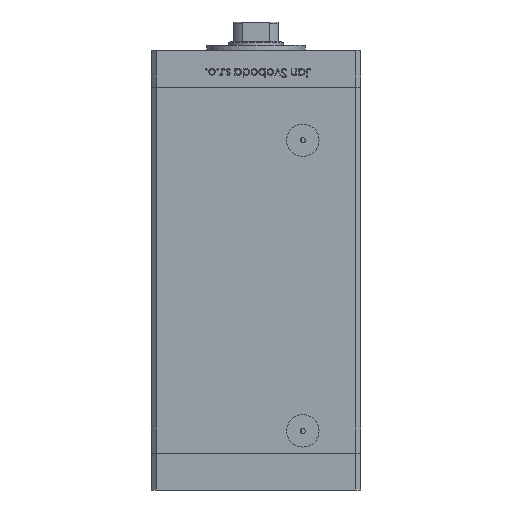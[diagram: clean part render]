
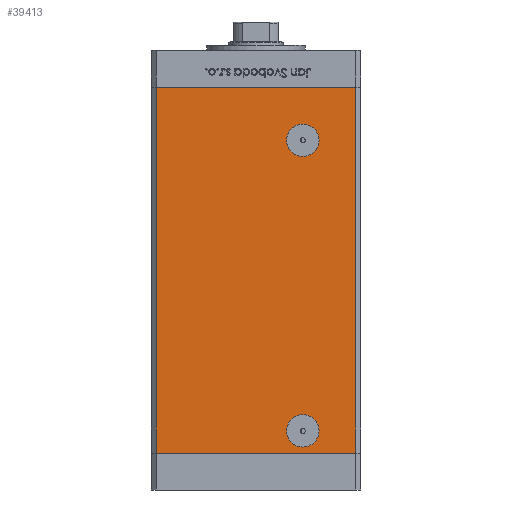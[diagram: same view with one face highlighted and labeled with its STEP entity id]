
A CAD part, front view. The second image highlights one B-rep face of the part: STEP entity #39413.
In plain terms, the highlighted planar face has unit normal (0, -1, 0).
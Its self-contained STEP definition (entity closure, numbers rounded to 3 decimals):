
#614 = DIRECTION ( 'NONE',  ( 1., 0., 0. ) ) ;
#718 = EDGE_LOOP ( 'NONE', ( #19332, #44698 ) ) ;
#1639 = DIRECTION ( 'NONE',  ( 0., -1., 0. ) ) ;
#2163 = ORIENTED_EDGE ( 'NONE', *, *, #21478, .T. ) ;
#4261 = VERTEX_POINT ( 'NONE', #4755 ) ;
#4344 = CIRCLE ( 'NONE', #18632, 6.58 ) ;
#4755 = CARTESIAN_POINT ( 'NONE',  ( 40.5, -37.5, 0. ) ) ;
#5316 = CARTESIAN_POINT ( 'NONE',  ( -40.5, -37.5, 148.5 ) ) ;
#5530 = EDGE_LOOP ( 'NONE', ( #31265, #9810 ) ) ;
#5560 = AXIS2_PLACEMENT_3D ( 'NONE', #32635, #52181, #32372 ) ;
#8405 = DIRECTION ( 'NONE',  ( 0., 0., -1. ) ) ;
#9113 = VERTEX_POINT ( 'NONE', #40312 ) ;
#9629 = CARTESIAN_POINT ( 'NONE',  ( 40.5, -37.5, 148.5 ) ) ;
#9810 = ORIENTED_EDGE ( 'NONE', *, *, #16539, .F. ) ;
#11275 = EDGE_LOOP ( 'NONE', ( #2163, #50596, #14173, #51272 ) ) ;
#11790 = FACE_BOUND ( 'NONE', #718, .T. ) ;
#12834 = CIRCLE ( 'NONE', #50772, 6.58 ) ;
#13263 = DIRECTION ( 'NONE',  ( 0., 0., -1. ) ) ;
#13328 = DIRECTION ( 'NONE',  ( 0., -1., 0. ) ) ;
#14173 = ORIENTED_EDGE ( 'NONE', *, *, #24876, .F. ) ;
#14563 = EDGE_CURVE ( 'NONE', #34527, #28696, #35859, .T. ) ;
#16309 = CARTESIAN_POINT ( 'NONE',  ( 19., -37.5, 127. ) ) ;
#16531 = FACE_BOUND ( 'NONE', #5530, .T. ) ;
#16539 = EDGE_CURVE ( 'NONE', #47911, #47880, #4344, .T. ) ;
#16834 = CARTESIAN_POINT ( 'NONE',  ( 40.5, -37.5, 148.5 ) ) ;
#17417 = AXIS2_PLACEMENT_3D ( 'NONE', #16309, #44557, #8405 ) ;
#17662 = VERTEX_POINT ( 'NONE', #44107 ) ;
#18632 = AXIS2_PLACEMENT_3D ( 'NONE', #29356, #1639, #13263 ) ;
#19332 = ORIENTED_EDGE ( 'NONE', *, *, #39584, .T. ) ;
#20803 = CARTESIAN_POINT ( 'NONE',  ( -40.5, -37.5, 148.5 ) ) ;
#21478 = EDGE_CURVE ( 'NONE', #28696, #4261, #36761, .T. ) ;
#22533 = DIRECTION ( 'NONE',  ( 0., 0., -1. ) ) ;
#23365 = AXIS2_PLACEMENT_3D ( 'NONE', #37901, #33682, #50062 ) ;
#23658 = FACE_OUTER_BOUND ( 'NONE', #11275, .T. ) ;
#24122 = EDGE_CURVE ( 'NONE', #47880, #47911, #12834, .T. ) ;
#24679 = CARTESIAN_POINT ( 'NONE',  ( -40.5, -37.5, 148.5 ) ) ;
#24876 = EDGE_CURVE ( 'NONE', #34527, #35964, #25879, .T. ) ;
#25103 = DIRECTION ( 'NONE',  ( 1., 0., 0. ) ) ;
#25773 = CIRCLE ( 'NONE', #23365, 6.58 ) ;
#25879 = LINE ( 'NONE', #5316, #35573 ) ;
#25985 = DIRECTION ( 'NONE',  ( 0., 0., -1. ) ) ;
#26243 = CARTESIAN_POINT ( 'NONE',  ( 19., -37.5, 9. ) ) ;
#28049 = VECTOR ( 'NONE', #614, 1000. ) ;
#28696 = VERTEX_POINT ( 'NONE', #36448 ) ;
#29356 = CARTESIAN_POINT ( 'NONE',  ( 19., -37.5, 9. ) ) ;
#31265 = ORIENTED_EDGE ( 'NONE', *, *, #24122, .F. ) ;
#32084 = VECTOR ( 'NONE', #44037, 1000. ) ;
#32372 = DIRECTION ( 'NONE',  ( 0., 0., 1. ) ) ;
#32635 = CARTESIAN_POINT ( 'NONE',  ( -40.5, -37.5, 148.5 ) ) ;
#33430 = VECTOR ( 'NONE', #22533, 1000. ) ;
#33682 = DIRECTION ( 'NONE',  ( 0., 1., 0. ) ) ;
#34527 = VERTEX_POINT ( 'NONE', #24679 ) ;
#35573 = VECTOR ( 'NONE', #25103, 1000. ) ;
#35859 = LINE ( 'NONE', #20803, #32084 ) ;
#35964 = VERTEX_POINT ( 'NONE', #16834 ) ;
#35982 = CARTESIAN_POINT ( 'NONE',  ( -40.5, -37.5, 0. ) ) ;
#36448 = CARTESIAN_POINT ( 'NONE',  ( -40.5, -37.5, 0. ) ) ;
#36761 = LINE ( 'NONE', #35982, #28049 ) ;
#37895 = EDGE_CURVE ( 'NONE', #17662, #9113, #41870, .T. ) ;
#37901 = CARTESIAN_POINT ( 'NONE',  ( 19., -37.5, 127. ) ) ;
#37917 = EDGE_CURVE ( 'NONE', #35964, #4261, #40601, .T. ) ;
#39413 = ADVANCED_FACE ( 'NONE', ( #16531, #23658, #11790 ), #40036, .F. ) ;
#39584 = EDGE_CURVE ( 'NONE', #9113, #17662, #25773, .T. ) ;
#40036 = PLANE ( 'NONE',  #5560 ) ;
#40312 = CARTESIAN_POINT ( 'NONE',  ( 19., -37.5, 120.42 ) ) ;
#40601 = LINE ( 'NONE', #9629, #33430 ) ;
#40656 = CARTESIAN_POINT ( 'NONE',  ( 19., -37.5, 15.58 ) ) ;
#41870 = CIRCLE ( 'NONE', #17417, 6.58 ) ;
#42778 = CARTESIAN_POINT ( 'NONE',  ( 19., -37.5, 2.42 ) ) ;
#44037 = DIRECTION ( 'NONE',  ( 0., 0., -1. ) ) ;
#44107 = CARTESIAN_POINT ( 'NONE',  ( 19., -37.5, 133.58 ) ) ;
#44557 = DIRECTION ( 'NONE',  ( 0., 1., 0. ) ) ;
#44698 = ORIENTED_EDGE ( 'NONE', *, *, #37895, .T. ) ;
#47880 = VERTEX_POINT ( 'NONE', #42778 ) ;
#47911 = VERTEX_POINT ( 'NONE', #40656 ) ;
#50062 = DIRECTION ( 'NONE',  ( 0., 0., -1. ) ) ;
#50596 = ORIENTED_EDGE ( 'NONE', *, *, #37917, .F. ) ;
#50772 = AXIS2_PLACEMENT_3D ( 'NONE', #26243, #13328, #25985 ) ;
#51272 = ORIENTED_EDGE ( 'NONE', *, *, #14563, .T. ) ;
#52181 = DIRECTION ( 'NONE',  ( 0., 1., 0. ) ) ;
